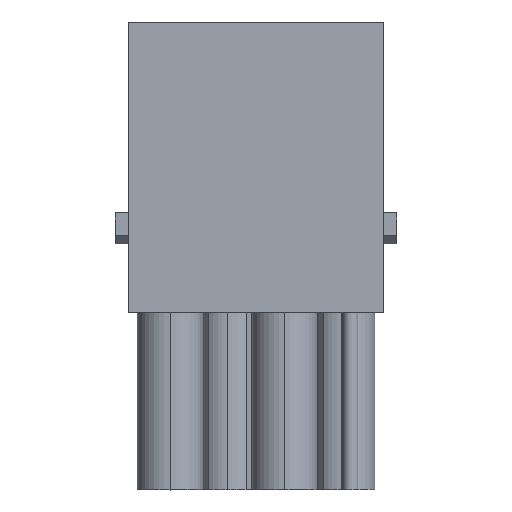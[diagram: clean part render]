
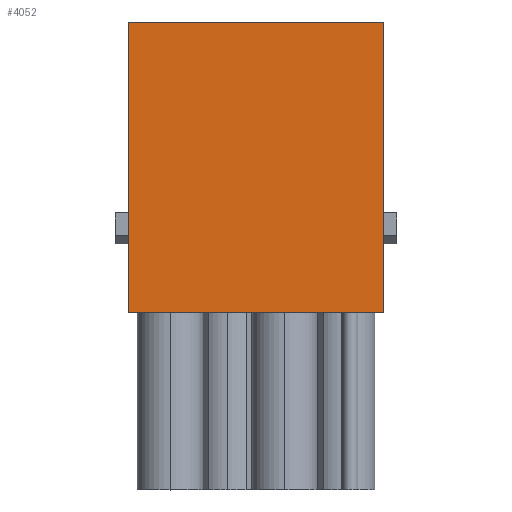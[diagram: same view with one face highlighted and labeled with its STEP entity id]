
A CAD part, left-side view. The second image highlights one B-rep face of the part: STEP entity #4052.
In plain terms, the highlighted planar face has unit normal (-1, 0, 0).
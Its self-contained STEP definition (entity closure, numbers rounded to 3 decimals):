
#4025=AXIS2_PLACEMENT_3D('Plane Axis2P3D',#4022,#4023,#4024) ;
#3330=CARTESIAN_POINT('Line Origine',(0.,16.7,55.55)) ;
#3334=CARTESIAN_POINT('Vertex',(0.,31.85,55.55)) ;
#3336=CARTESIAN_POINT('Vertex',(0.,1.55,55.55)) ;
#4022=CARTESIAN_POINT('Axis2P3D Location',(0.,2.15,33.25)) ;
#4027=CARTESIAN_POINT('Line Origine',(0.,1.55,38.325)) ;
#4031=CARTESIAN_POINT('Vertex',(0.,1.55,21.1)) ;
#4034=CARTESIAN_POINT('Line Origine',(0.,31.85,38.325)) ;
#4038=CARTESIAN_POINT('Vertex',(0.,31.85,21.1)) ;
#4041=CARTESIAN_POINT('Line Origine',(0.,16.7,21.1)) ;
#3331=DIRECTION('Vector Direction',(0.,-1.,0.)) ;
#4023=DIRECTION('Axis2P3D Direction',(-1.,0.,0.)) ;
#4024=DIRECTION('Axis2P3D XDirection',(0.,1.,0.)) ;
#4028=DIRECTION('Vector Direction',(0.,0.,-1.)) ;
#4035=DIRECTION('Vector Direction',(0.,0.,-1.)) ;
#4042=DIRECTION('Vector Direction',(0.,1.,0.)) ;
#3332=VECTOR('Line Direction',#3331,1.) ;
#4029=VECTOR('Line Direction',#4028,1.) ;
#4036=VECTOR('Line Direction',#4035,1.) ;
#4043=VECTOR('Line Direction',#4042,1.) ;
#4047=ORIENTED_EDGE('',*,*,#4033,.F.) ;
#4048=ORIENTED_EDGE('',*,*,#3338,.F.) ;
#4049=ORIENTED_EDGE('',*,*,#4040,.T.) ;
#4050=ORIENTED_EDGE('',*,*,#4045,.F.) ;
#4052=ADVANCED_FACE('2772810000.1\\Hauptkoerper',(#4051),#4026,.T.) ;
#3338=EDGE_CURVE('',#3335,#3337,#3333,.T.) ;
#4033=EDGE_CURVE('',#3337,#4032,#4030,.T.) ;
#4040=EDGE_CURVE('',#3335,#4039,#4037,.T.) ;
#4045=EDGE_CURVE('',#4032,#4039,#4044,.T.) ;
#4046=EDGE_LOOP('',(#4047,#4048,#4049,#4050)) ;
#4051=FACE_OUTER_BOUND('',#4046,.T.) ;
#3333=LINE('Line',#3330,#3332) ;
#4030=LINE('Line',#4027,#4029) ;
#4037=LINE('Line',#4034,#4036) ;
#4044=LINE('Line',#4041,#4043) ;
#4026=PLANE('',#4025) ;
#3335=VERTEX_POINT('',#3334) ;
#3337=VERTEX_POINT('',#3336) ;
#4032=VERTEX_POINT('',#4031) ;
#4039=VERTEX_POINT('',#4038) ;
